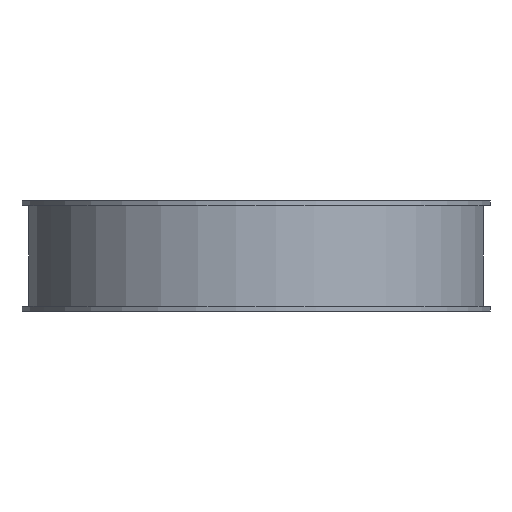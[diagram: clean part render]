
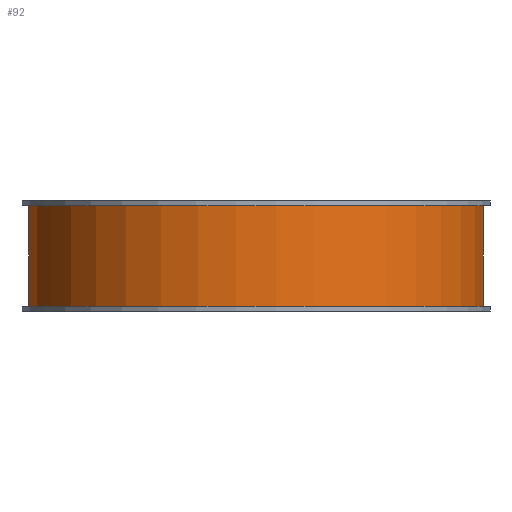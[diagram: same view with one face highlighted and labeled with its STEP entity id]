
A CAD part, front view. The second image highlights one B-rep face of the part: STEP entity #92.
In plain terms, the highlighted cylindrical face has radius 72.4 mm (diameter 144.8 mm), a partial arc.
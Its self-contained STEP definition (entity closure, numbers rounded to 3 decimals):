
#92 = ADVANCED_FACE( '', ( #136 ), #137, .T. );
#136 = FACE_OUTER_BOUND( '', #188, .T. );
#137 = CYLINDRICAL_SURFACE( '', #189, 72.4 );
#188 = EDGE_LOOP( '', ( #353, #354, #355, #356 ) );
#189 = AXIS2_PLACEMENT_3D( '', #357, #358, #359 );
#353 = ORIENTED_EDGE( '', *, *, #471, .F. );
#354 = ORIENTED_EDGE( '', *, *, #487, .F. );
#355 = ORIENTED_EDGE( '', *, *, #434, .T. );
#356 = ORIENTED_EDGE( '', *, *, #488, .T. );
#357 = CARTESIAN_POINT( '', ( 0., 0., -32. ) );
#358 = DIRECTION( '', ( 0., 0., -1. ) );
#359 = DIRECTION( '', ( -0.106, -0.994, 0. ) );
#434 = EDGE_CURVE( '', #513, #511, #514, .T. );
#471 = EDGE_CURVE( '', #577, #579, #580, .T. );
#487 = EDGE_CURVE( '', #513, #577, #603, .T. );
#488 = EDGE_CURVE( '', #511, #579, #604, .T. );
#511 = VERTEX_POINT( '', #634 );
#513 = VERTEX_POINT( '', #636 );
#514 = CIRCLE( '', #637, 72.4 );
#577 = VERTEX_POINT( '', #724 );
#579 = VERTEX_POINT( '', #726 );
#580 = CIRCLE( '', #727, 72.4 );
#603 = LINE( '', #761, #762 );
#604 = LINE( '', #763, #764 );
#634 = CARTESIAN_POINT( '', ( 8.277, 71.925, -32. ) );
#636 = CARTESIAN_POINT( '', ( -8.277, 71.925, -32. ) );
#637 = AXIS2_PLACEMENT_3D( '', #800, #801, #802 );
#724 = CARTESIAN_POINT( '', ( -8.277, 71.925, 0. ) );
#726 = CARTESIAN_POINT( '', ( 8.277, 71.925, 0. ) );
#727 = AXIS2_PLACEMENT_3D( '', #863, #864, #865 );
#761 = CARTESIAN_POINT( '', ( -8.277, 71.925, -32. ) );
#762 = VECTOR( '', #889, 1000. );
#763 = CARTESIAN_POINT( '', ( 8.277, 71.925, -32. ) );
#764 = VECTOR( '', #890, 1000. );
#800 = CARTESIAN_POINT( '', ( 0., 0., -32. ) );
#801 = DIRECTION( '', ( 0., 0., 1. ) );
#802 = DIRECTION( '', ( 1., 0., 0. ) );
#863 = CARTESIAN_POINT( '', ( 0., 0., 0. ) );
#864 = DIRECTION( '', ( 0., 0., 1. ) );
#865 = DIRECTION( '', ( 1., 0., 0. ) );
#889 = DIRECTION( '', ( 0., 0., 1. ) );
#890 = DIRECTION( '', ( 0., 0., 1. ) );
